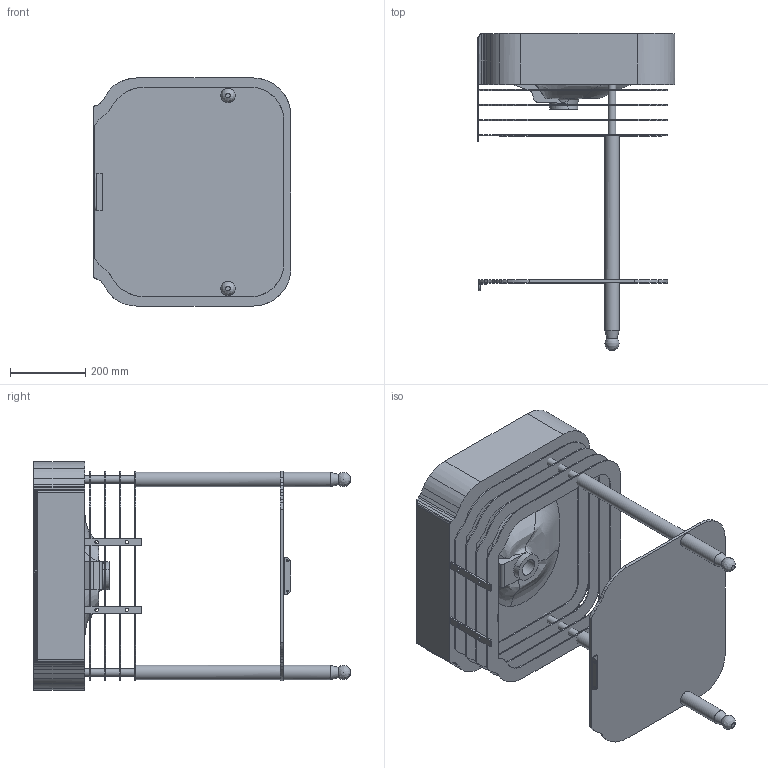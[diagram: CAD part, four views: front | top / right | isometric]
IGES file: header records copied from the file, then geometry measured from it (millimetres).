
Global section: file name: 80037; native system: AutoCAD 2016 - English; preprocessor: Autodesk Translation Framework DWG producer (atf_dwg_producer); organization: unknown; date: 20170210.102712; units: millimetre
Bounding box: 525 x 840 x 605 mm (x, y, z)
Volume: 39265366.9 mm3; surface area: 2329703 mm2
Topology: 11 solids, 11 shells, 402 faces, 1147 edges, 774 vertices
Faces by surface type: bspline 402
